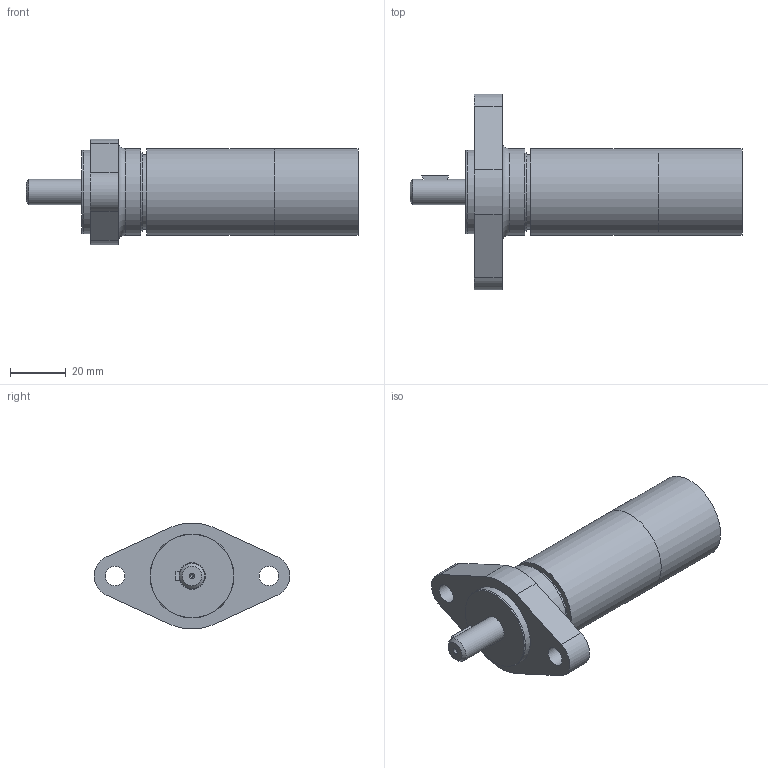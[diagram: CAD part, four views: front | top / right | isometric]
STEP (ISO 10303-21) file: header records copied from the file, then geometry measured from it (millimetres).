
FILE_DESCRIPTION(/* description */ (''),/* implementation_level */ '2;1');
FILE_NAME(/* name */ 'MRD 12-3250 F55_29905867.stp',/* time_stamp */ '2018-09-03T09:59:10+02:00',/* author */ ('FLambert'),/* organization */ (''),/* preprocessor_version */ 'ST-DEVELOPER v17',/* originating_system */ 'Autodesk Inventor 2018',/* authorisation */ '');
FILE_SCHEMA (('AUTOMOTIVE_DESIGN { 1 0 10303 214 3 1 1 }'));
Length unit declared in the file: millimetre
Products named in the file (1): MRD 12-3250 F55_29905867
Bounding box: 118.7 x 70 x 37.86 mm (x, y, z)
Volume: 82962 mm3; surface area: 16624.7 mm2
Topology: 1 solids, 6 shells, 161 faces, 409 edges, 275 vertices
Faces by surface type: plane 105, cylinder 36, cone 12, bspline 7, torus 1
Full cylindrical faces by diameter (mm): 1 x1, 4 x1, 7 x2, 8.566 x3, 9 x1, 9.5 x1, 26.78 x1, 28 x1, 30 x1, 31 x3
Entity records: 5144 total; most frequent: CARTESIAN_POINT 1021, ORIENTED_EDGE 814, DIRECTION 809, EDGE_CURVE 407, AXIS2_PLACEMENT_3D 277, VERTEX_POINT 275, LINE 255, VECTOR 255
